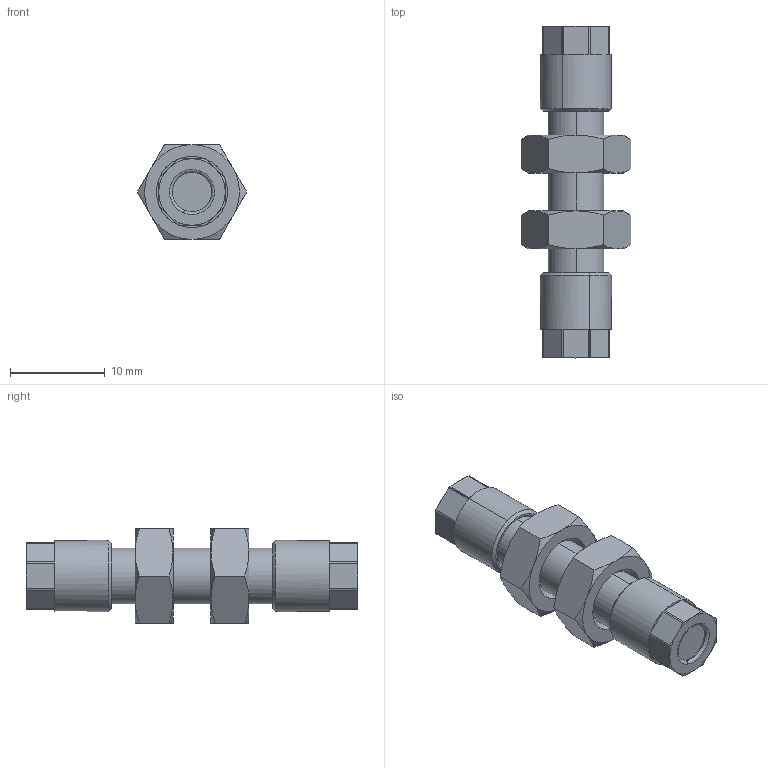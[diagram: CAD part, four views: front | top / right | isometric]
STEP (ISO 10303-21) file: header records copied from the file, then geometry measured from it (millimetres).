
FILE_DESCRIPTION (( 'STEP AP214' ), '1' );
FILE_NAME ('0105000001.step', '2012-09-28T13:22:24', ( '' ), ( '' ), 'SwSTEP 2.0', 'SolidWorks 2012', '' );
FILE_SCHEMA (( 'AUTOMOTIVE_DESIGN' ));
Length unit declared in the file: millimetre
Products named in the file (1): 0105000001
Bounding box: 11.55 x 35 x 10 mm (x, y, z)
Volume: 1675.9 mm3; surface area: 1495.9 mm2
Topology: 3 solids, 3 shells, 130 faces, 302 edges, 182 vertices
Faces by surface type: cone 58, plane 54, cylinder 14, torus 4
Entity records: 5338 total; most frequent: CARTESIAN_POINT 951, DIRECTION 614, ORIENTED_EDGE 604, EDGE_CURVE 302, AXIS2_PLACEMENT_3D 261, VERTEX_POINT 182, EDGE_LOOP 138, UNCERTAINTY_MEASURE_WITH_UNIT 135
